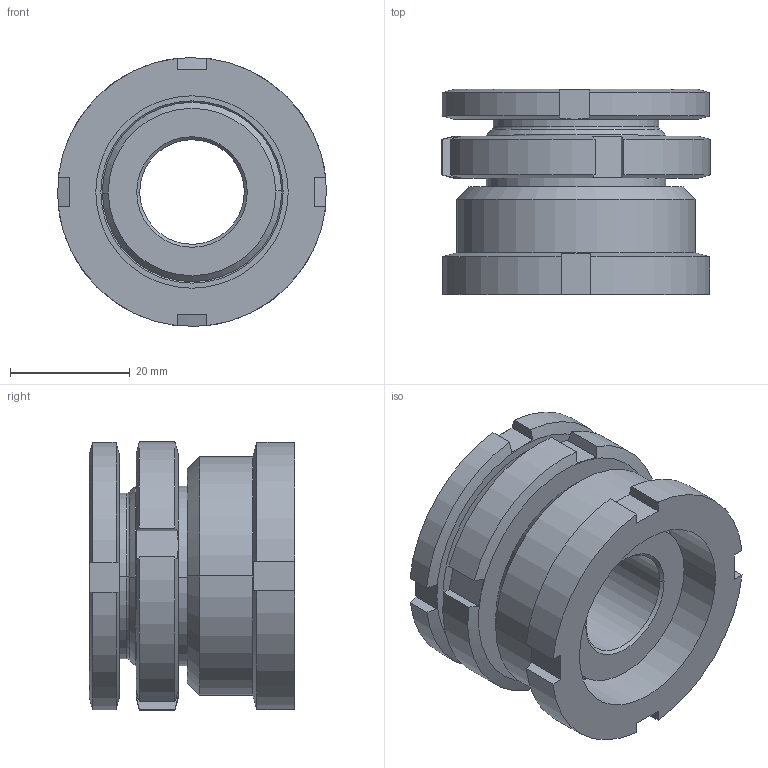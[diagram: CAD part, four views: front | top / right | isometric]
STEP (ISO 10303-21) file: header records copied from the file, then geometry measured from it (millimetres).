
FILE_DESCRIPTION (( 'STEP AP214' ), '1' );
FILE_NAME ('NAEK 30-17.5 0-0.STEP', '2015-08-18T13:57:57', ( '' ), ( '' ), 'SwSTEP 2.0', 'SolidWorks 2015', '' );
FILE_SCHEMA (( 'AUTOMOTIVE_DESIGN' ));
Length unit declared in the file: millimetre
Products named in the file (4): NAEK 30-17.5 0-0; KM 30-0 A1; NAEK 30-17,5 1-0 A1; NAE 30 2-0 A1
Assembly tree (3 placements, depth 2):
  NAEK 30-17.5 0-0
    NAE 30 2-0 A1
    NAEK 30-17,5 1-0 A1
    KM 30-0 A1
Bounding box: 44.98 x 34.33 x 44.98 mm (x, y, z)
Volume: 33869.7 mm3; surface area: 16369.7 mm2
Topology: 3 solids, 3 shells, 117 faces, 278 edges, 170 vertices
Faces by surface type: plane 45, cone 36, cylinder 30, torus 6
Entity records: 3776 total; most frequent: CARTESIAN_POINT 925, ORIENTED_EDGE 556, DIRECTION 548, EDGE_CURVE 278, AXIS2_PLACEMENT_3D 225, VERTEX_POINT 170, EDGE_LOOP 126, FACE_OUTER_BOUND 117
